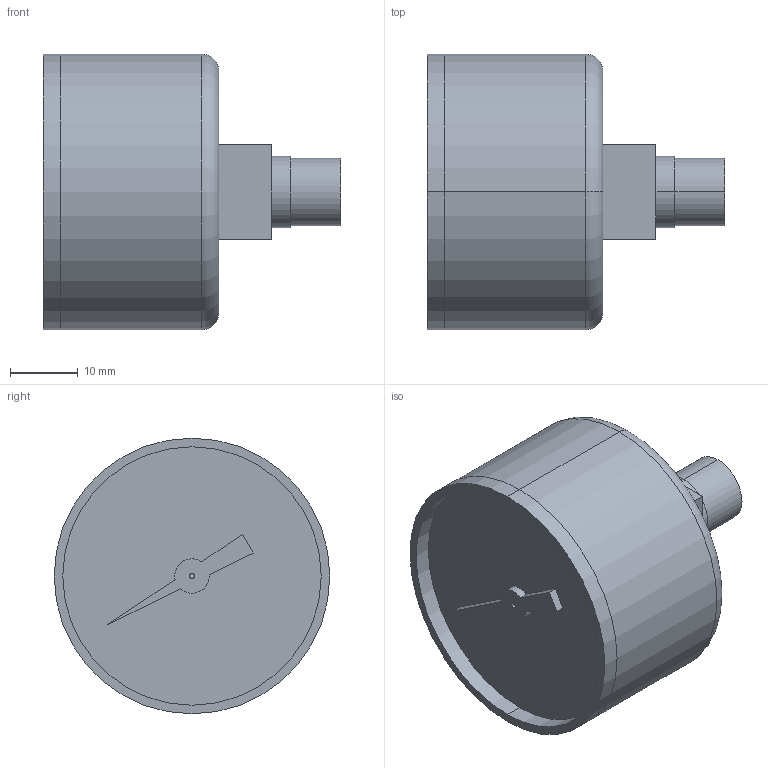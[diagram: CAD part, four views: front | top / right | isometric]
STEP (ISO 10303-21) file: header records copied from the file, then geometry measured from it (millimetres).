
FILE_DESCRIPTION((''),'2;1');
FILE_NAME('pressuregage.stp','2002-01-15T19:08:58',('Administrator'),(''),'Autodesk Inventor (tm) 3.0','Autodesk Inventor (tm) 3.0','');
FILE_SCHEMA(('CONFIG_CONTROL_DESIGN'));
Length unit declared in the file: inch
Products named in the file (5): pressuregage; pressuregage1; pressuregage2; pressuregage3; pressuregage4
Assembly tree (4 placements, depth 2):
  pressuregage
    pressuregage1
    pressuregage2
    pressuregage3
    pressuregage4
Bounding box: 43.9 x 40.64 x 40.64 mm (x, y, z)
Volume: 32846.1 mm3; surface area: 7814.3 mm2
Topology: 4 solids, 4 shells, 40 faces, 85 edges, 56 vertices
Faces by surface type: plane 20, cylinder 18, torus 2
Entity records: 1742 total; most frequent: DIRECTION 223, CARTESIAN_POINT 190, ORIENTED_EDGE 170, AXIS2_PLACEMENT_3D 89, EDGE_CURVE 85, VERTEX_POINT 56, PERSON 48, ORGANIZATION 48
